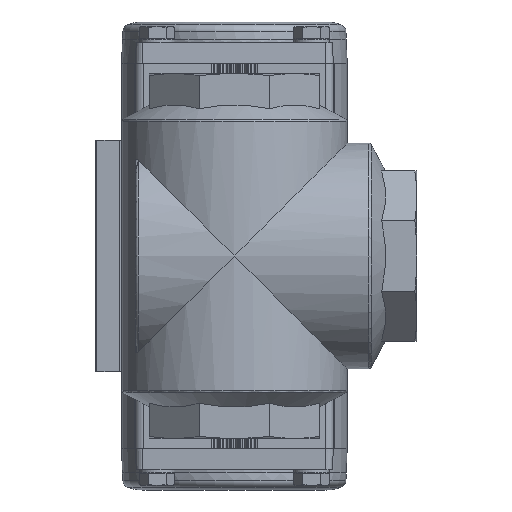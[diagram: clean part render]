
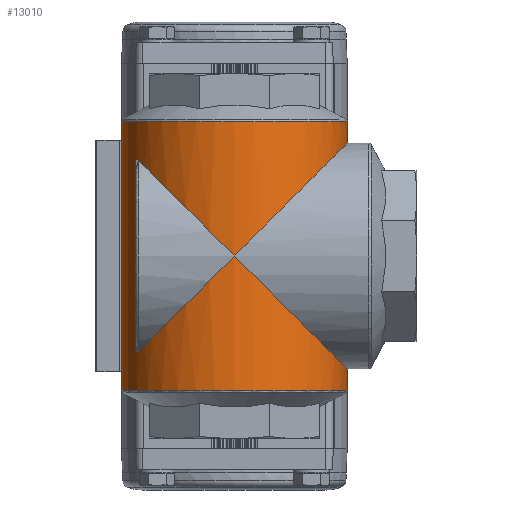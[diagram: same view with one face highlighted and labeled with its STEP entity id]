
A CAD part, front view. The second image highlights one B-rep face of the part: STEP entity #13010.
In plain terms, the highlighted cylindrical face has radius 36.5 mm (diameter 73 mm), a full revolution.
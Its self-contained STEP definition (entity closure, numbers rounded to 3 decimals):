
#147=ELLIPSE('',#14077,51.619,36.5);
#148=ELLIPSE('',#14078,51.619,36.5);
#149=ELLIPSE('',#14079,51.619,36.5);
#150=ELLIPSE('',#14080,51.619,36.5);
#151=ELLIPSE('',#14081,51.619,36.5);
#152=ELLIPSE('',#14082,51.619,36.5);
#664=B_SPLINE_CURVE_WITH_KNOTS('',3,(#19923,#19924,#19925,#19926,#19927,
#19928,#19929,#19930),.UNSPECIFIED.,.F.,.F.,(4,1,1,1,1,4),(0.032,
0.037,0.043,0.048,0.051,
0.053),.UNSPECIFIED.);
#666=B_SPLINE_CURVE_WITH_KNOTS('',3,(#19941,#19942,#19943,#19944,#19945,
#19946,#19947),.UNSPECIFIED.,.F.,.F.,(4,1,1,1,4),(0.075,0.08,
0.085,0.09,0.096),.UNSPECIFIED.);
#687=B_SPLINE_CURVE_WITH_KNOTS('',3,(#20136,#20137,#20138,#20139,#20140,
#20141,#20142,#20143),.UNSPECIFIED.,.F.,.F.,(4,1,1,1,1,4),(0.,
0.001,0.001,0.002,0.002,
0.002),.UNSPECIFIED.);
#688=B_SPLINE_CURVE_WITH_KNOTS('',3,(#20147,#20148,#20149,#20150,#20151,
#20152,#20153,#20154),.UNSPECIFIED.,.F.,.F.,(4,1,1,1,1,4),(0.003,
0.003,0.004,0.004,0.005,
0.005),.UNSPECIFIED.);
#689=B_SPLINE_CURVE_WITH_KNOTS('',3,(#20161,#20162,#20163,#20164,#20165,
#20166,#20167,#20168),.UNSPECIFIED.,.F.,.F.,(4,1,1,1,1,4),(0.,
0.001,0.001,0.002,0.002,
0.002),.UNSPECIFIED.);
#690=B_SPLINE_CURVE_WITH_KNOTS('',3,(#20172,#20173,#20174,#20175,#20176,
#20177,#20178,#20179),.UNSPECIFIED.,.F.,.F.,(4,1,1,1,1,4),(0.003,
0.003,0.004,0.004,0.005,
0.005),.UNSPECIFIED.);
#1338=LINE('',#20145,#2153);
#1339=LINE('',#20170,#2154);
#2153=VECTOR('',#15867,1000.);
#2154=VECTOR('',#15874,1000.);
#3151=ORIENTED_EDGE('',*,*,#6876,.F.);
#3152=ORIENTED_EDGE('',*,*,#6822,.F.);
#3153=ORIENTED_EDGE('',*,*,#6877,.F.);
#3154=ORIENTED_EDGE('',*,*,#6878,.T.);
#3155=ORIENTED_EDGE('',*,*,#6879,.F.);
#3156=ORIENTED_EDGE('',*,*,#6880,.T.);
#3157=ORIENTED_EDGE('',*,*,#6881,.F.);
#3158=ORIENTED_EDGE('',*,*,#6820,.F.);
#3159=ORIENTED_EDGE('',*,*,#6882,.F.);
#3160=ORIENTED_EDGE('',*,*,#6883,.F.);
#3161=ORIENTED_EDGE('',*,*,#6884,.T.);
#3162=ORIENTED_EDGE('',*,*,#6885,.F.);
#3163=ORIENTED_EDGE('',*,*,#6886,.T.);
#3164=ORIENTED_EDGE('',*,*,#6887,.F.);
#3165=ORIENTED_EDGE('',*,*,#6888,.F.);
#3166=ORIENTED_EDGE('',*,*,#6889,.T.);
#6820=EDGE_CURVE('',#8673,#8674,#664,.T.);
#6822=EDGE_CURVE('',#8675,#8676,#666,.T.);
#6876=EDGE_CURVE('',#8719,#8719,#9903,.T.);
#6877=EDGE_CURVE('',#8720,#8675,#147,.T.);
#6878=EDGE_CURVE('',#8720,#8721,#687,.T.);
#6879=EDGE_CURVE('',#8722,#8721,#1338,.F.);
#6880=EDGE_CURVE('',#8722,#8723,#688,.T.);
#6881=EDGE_CURVE('',#8674,#8723,#148,.F.);
#6882=EDGE_CURVE('',#8724,#8673,#149,.F.);
#6883=EDGE_CURVE('',#8725,#8724,#150,.F.);
#6884=EDGE_CURVE('',#8725,#8726,#689,.T.);
#6885=EDGE_CURVE('',#8727,#8726,#1339,.T.);
#6886=EDGE_CURVE('',#8727,#8728,#690,.T.);
#6887=EDGE_CURVE('',#8724,#8728,#151,.T.);
#6888=EDGE_CURVE('',#8676,#8724,#152,.T.);
#6889=EDGE_CURVE('',#8729,#8729,#9904,.T.);
#8673=VERTEX_POINT('',#19931);
#8674=VERTEX_POINT('',#19932);
#8675=VERTEX_POINT('',#19940);
#8676=VERTEX_POINT('',#19948);
#8719=VERTEX_POINT('',#20133);
#8720=VERTEX_POINT('',#20135);
#8721=VERTEX_POINT('',#20144);
#8722=VERTEX_POINT('',#20146);
#8723=VERTEX_POINT('',#20155);
#8724=VERTEX_POINT('',#20158);
#8725=VERTEX_POINT('',#20160);
#8726=VERTEX_POINT('',#20169);
#8727=VERTEX_POINT('',#20171);
#8728=VERTEX_POINT('',#20180);
#8729=VERTEX_POINT('',#20184);
#9903=CIRCLE('',#14076,36.5);
#9904=CIRCLE('',#14083,36.5);
#10535=EDGE_LOOP('',(#3151));
#10536=EDGE_LOOP('',(#3152,#3153,#3154,#3155,#3156,#3157,#3158,#3159,#3160,
#3161,#3162,#3163,#3164,#3165));
#10537=EDGE_LOOP('',(#3166));
#11671=FACE_BOUND('',#10535,.T.);
#11672=FACE_BOUND('',#10536,.T.);
#11673=FACE_BOUND('',#10537,.T.);
#12786=CYLINDRICAL_SURFACE('',#14075,36.5);
#13010=ADVANCED_FACE('',(#11671,#11672,#11673),#12786,.T.);
#14075=AXIS2_PLACEMENT_3D('',#20131,#15861,#15862);
#14076=AXIS2_PLACEMENT_3D('',#20132,#15863,#15864);
#14077=AXIS2_PLACEMENT_3D('',#20134,#15865,#15866);
#14078=AXIS2_PLACEMENT_3D('',#20156,#15868,#15869);
#14079=AXIS2_PLACEMENT_3D('',#20157,#15870,#15871);
#14080=AXIS2_PLACEMENT_3D('',#20159,#15872,#15873);
#14081=AXIS2_PLACEMENT_3D('',#20181,#15875,#15876);
#14082=AXIS2_PLACEMENT_3D('',#20182,#15877,#15878);
#14083=AXIS2_PLACEMENT_3D('',#20183,#15879,#15880);
#15861=DIRECTION('',(0.,0.,-1.));
#15862=DIRECTION('',(0.,1.,0.));
#15863=DIRECTION('',(0.,0.,-1.));
#15864=DIRECTION('',(0.,1.,0.));
#15865=DIRECTION('',(-0.707,0.,-0.707));
#15866=DIRECTION('',(0.707,0.,-0.707));
#15867=DIRECTION('',(0.,0.,-1.));
#15868=DIRECTION('',(0.707,0.,-0.707));
#15869=DIRECTION('',(-0.707,0.,-0.707));
#15870=DIRECTION('',(-0.707,0.,-0.707));
#15871=DIRECTION('',(0.707,0.,-0.707));
#15872=DIRECTION('',(0.707,0.,-0.707));
#15873=DIRECTION('',(-0.707,0.,-0.707));
#15874=DIRECTION('',(0.,0.,-1.));
#15875=DIRECTION('',(-0.707,0.,-0.707));
#15876=DIRECTION('',(0.707,0.,-0.707));
#15877=DIRECTION('',(0.707,0.,-0.707));
#15878=DIRECTION('',(-0.707,0.,-0.707));
#15879=DIRECTION('',(0.,0.,-1.));
#15880=DIRECTION('',(0.,1.,0.));
#19923=CARTESIAN_POINT('',(9.546,35.23,-9.546));
#19924=CARTESIAN_POINT('',(8.307,35.565,-10.784));
#19925=CARTESIAN_POINT('',(5.344,36.224,-12.779));
#19926=CARTESIAN_POINT('',(0.008,36.637,-13.858));
#19927=CARTESIAN_POINT('',(-4.438,36.296,-12.968));
#19928=CARTESIAN_POINT('',(-7.573,35.729,-11.279));
#19929=CARTESIAN_POINT('',(-8.922,35.399,-10.17));
#19930=CARTESIAN_POINT('',(-9.546,35.23,-9.546));
#19931=CARTESIAN_POINT('',(9.546,35.23,-9.546));
#19932=CARTESIAN_POINT('',(-9.546,35.23,-9.546));
#19940=CARTESIAN_POINT('',(-9.546,35.23,9.546));
#19941=CARTESIAN_POINT('',(-9.546,35.23,9.546));
#19942=CARTESIAN_POINT('',(-8.308,35.565,10.784));
#19943=CARTESIAN_POINT('',(-5.341,36.225,12.78));
#19944=CARTESIAN_POINT('',(-0.007,36.638,13.859));
#19945=CARTESIAN_POINT('',(5.343,36.225,12.782));
#19946=CARTESIAN_POINT('',(8.313,35.564,10.779));
#19947=CARTESIAN_POINT('',(9.546,35.23,9.546));
#19948=CARTESIAN_POINT('',(9.546,35.23,9.546));
#20131=CARTESIAN_POINT('',(0.,0.,-59.));
#20132=CARTESIAN_POINT('',(0.,0.,-43.406));
#20133=CARTESIAN_POINT('',(0.,36.5,-43.406));
#20134=CARTESIAN_POINT('',(0.,0.,0.));
#20135=CARTESIAN_POINT('',(-31.,19.268,31.));
#20136=CARTESIAN_POINT('',(-31.,19.268,31.));
#20137=CARTESIAN_POINT('',(-31.091,19.122,31.091));
#20138=CARTESIAN_POINT('',(-31.275,18.821,31.247));
#20139=CARTESIAN_POINT('',(-31.562,18.336,31.386));
#20140=CARTESIAN_POINT('',(-31.81,17.9,31.384));
#20141=CARTESIAN_POINT('',(-31.975,17.602,31.155));
#20142=CARTESIAN_POINT('',(-32.,17.557,30.952));
#20143=CARTESIAN_POINT('',(-32.,17.557,30.854));
#20144=CARTESIAN_POINT('',(-32.,17.557,30.854));
#20145=CARTESIAN_POINT('',(-32.,17.557,-59.));
#20146=CARTESIAN_POINT('',(-32.,17.557,-30.854));
#20147=CARTESIAN_POINT('',(-32.,17.557,-30.854));
#20148=CARTESIAN_POINT('',(-32.,17.557,-30.952));
#20149=CARTESIAN_POINT('',(-31.976,17.602,-31.153));
#20150=CARTESIAN_POINT('',(-31.811,17.899,-31.384));
#20151=CARTESIAN_POINT('',(-31.562,18.335,-31.386));
#20152=CARTESIAN_POINT('',(-31.277,18.817,-31.249));
#20153=CARTESIAN_POINT('',(-31.091,19.122,-31.091));
#20154=CARTESIAN_POINT('',(-31.,19.268,-31.));
#20155=CARTESIAN_POINT('',(-31.,19.268,-31.));
#20156=CARTESIAN_POINT('',(0.,0.,0.));
#20157=CARTESIAN_POINT('',(0.,0.,0.));
#20158=CARTESIAN_POINT('',(0.,-36.5,0.));
#20159=CARTESIAN_POINT('',(0.,0.,0.));
#20160=CARTESIAN_POINT('',(-31.,-19.268,-31.));
#20161=CARTESIAN_POINT('',(-31.,-19.268,-31.));
#20162=CARTESIAN_POINT('',(-31.091,-19.122,-31.091));
#20163=CARTESIAN_POINT('',(-31.275,-18.821,-31.247));
#20164=CARTESIAN_POINT('',(-31.562,-18.336,-31.386));
#20165=CARTESIAN_POINT('',(-31.81,-17.9,-31.384));
#20166=CARTESIAN_POINT('',(-31.975,-17.602,-31.155));
#20167=CARTESIAN_POINT('',(-32.,-17.557,-30.952));
#20168=CARTESIAN_POINT('',(-32.,-17.557,-30.854));
#20169=CARTESIAN_POINT('',(-32.,-17.557,-30.854));
#20170=CARTESIAN_POINT('',(-32.,-17.557,-59.));
#20171=CARTESIAN_POINT('',(-32.,-17.557,30.854));
#20172=CARTESIAN_POINT('',(-32.,-17.557,30.854));
#20173=CARTESIAN_POINT('',(-32.,-17.557,30.952));
#20174=CARTESIAN_POINT('',(-31.976,-17.602,31.153));
#20175=CARTESIAN_POINT('',(-31.811,-17.899,31.384));
#20176=CARTESIAN_POINT('',(-31.562,-18.335,31.386));
#20177=CARTESIAN_POINT('',(-31.277,-18.817,31.249));
#20178=CARTESIAN_POINT('',(-31.091,-19.122,31.091));
#20179=CARTESIAN_POINT('',(-31.,-19.268,31.));
#20180=CARTESIAN_POINT('',(-31.,-19.268,31.));
#20181=CARTESIAN_POINT('',(0.,0.,0.));
#20182=CARTESIAN_POINT('',(0.,0.,0.));
#20183=CARTESIAN_POINT('',(0.,0.,43.406));
#20184=CARTESIAN_POINT('',(0.,36.5,43.406));
